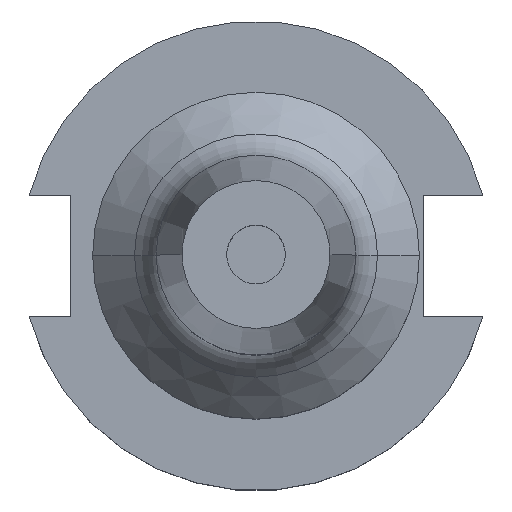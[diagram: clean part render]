
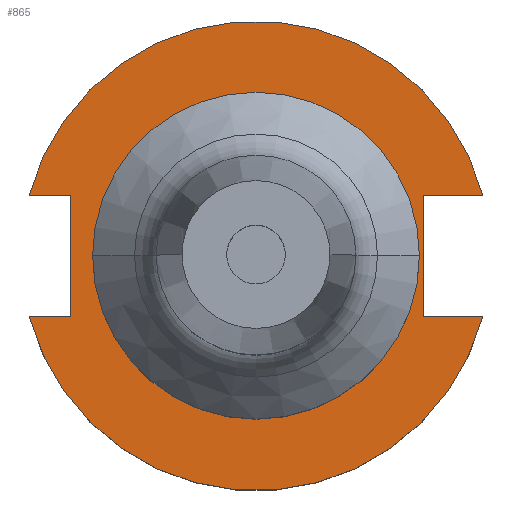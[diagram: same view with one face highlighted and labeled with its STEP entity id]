
A CAD part, top view. The second image highlights one B-rep face of the part: STEP entity #865.
In plain terms, the highlighted planar face has unit normal (0, 0, 1).
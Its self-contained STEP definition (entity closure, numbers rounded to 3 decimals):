
#51 = PLANE ( 'NONE',  #461 ) ;
#72 = CARTESIAN_POINT ( 'NONE',  ( -25.091, 8.191, 19.05 ) ) ;
#73 = DIRECTION ( 'NONE',  ( 0., 0., 1. ) ) ;
#187 = DIRECTION ( 'NONE',  ( 1., 0., 0. ) ) ;
#192 = CARTESIAN_POINT ( 'NONE',  ( 30.675, -8.191, 19.05 ) ) ;
#212 = CARTESIAN_POINT ( 'NONE',  ( 0., 0., 19.05 ) ) ;
#269 = CARTESIAN_POINT ( 'NONE',  ( -61.091, -8.191, 19.05 ) ) ;
#271 = CARTESIAN_POINT ( 'NONE',  ( -30.675, -8.191, 19.05 ) ) ;
#369 = CARTESIAN_POINT ( 'NONE',  ( 0., 22.1, 19.05 ) ) ;
#396 = AXIS2_PLACEMENT_3D ( 'NONE', #212, #73, #187 ) ;
#410 = LINE ( 'NONE', #468, #1417 ) ;
#420 = CIRCLE ( 'NONE', #396, 22.1 ) ;
#422 = VERTEX_POINT ( 'NONE', #192 ) ;
#424 = AXIS2_PLACEMENT_3D ( 'NONE', #760, #741, #676 ) ;
#439 = VECTOR ( 'NONE', #566, 1000. ) ;
#442 = VECTOR ( 'NONE', #517, 1000. ) ;
#461 = AXIS2_PLACEMENT_3D ( 'NONE', #369, #1703, #1652 ) ;
#468 = CARTESIAN_POINT ( 'NONE',  ( 22.606, 22.1, 19.05 ) ) ;
#482 = CIRCLE ( 'NONE', #498, 22.1 ) ;
#484 = CARTESIAN_POINT ( 'NONE',  ( 22.606, 8.191, 19.05 ) ) ;
#494 = LINE ( 'NONE', #508, #442 ) ;
#498 = AXIS2_PLACEMENT_3D ( 'NONE', #1204, #644, #1020 ) ;
#500 = AXIS2_PLACEMENT_3D ( 'NONE', #1382, #1519, #1610 ) ;
#508 = CARTESIAN_POINT ( 'NONE',  ( -61.091, 8.191, 19.05 ) ) ;
#516 = DIRECTION ( 'NONE',  ( 0., 1., 0. ) ) ;
#517 = DIRECTION ( 'NONE',  ( 1., 0., 0. ) ) ;
#560 = CARTESIAN_POINT ( 'NONE',  ( -22.1, 0., 19.05 ) ) ;
#561 = DIRECTION ( 'NONE',  ( 1., 0., 0. ) ) ;
#566 = DIRECTION ( 'NONE',  ( 1., 0., 0. ) ) ;
#599 = CARTESIAN_POINT ( 'NONE',  ( 0., -8.191, 19.05 ) ) ;
#644 = DIRECTION ( 'NONE',  ( 0., 0., 1. ) ) ;
#676 = DIRECTION ( 'NONE',  ( 1., 0., 0. ) ) ;
#729 = ORIENTED_EDGE ( 'NONE', *, *, #850, .F. ) ;
#741 = DIRECTION ( 'NONE',  ( 0., 0., 1. ) ) ;
#742 = EDGE_CURVE ( 'NONE', #1704, #422, #1141, .T. ) ;
#753 = EDGE_CURVE ( 'NONE', #1704, #986, #410, .T. ) ;
#760 = CARTESIAN_POINT ( 'NONE',  ( 0., 0., 19.05 ) ) ;
#771 = VERTEX_POINT ( 'NONE', #72 ) ;
#789 = VECTOR ( 'NONE', #1467, 1000. ) ;
#832 = VERTEX_POINT ( 'NONE', #1432 ) ;
#834 = CARTESIAN_POINT ( 'NONE',  ( -30.675, 8.191, 19.05 ) ) ;
#835 = ORIENTED_EDGE ( 'NONE', *, *, #925, .T. ) ;
#836 = EDGE_CURVE ( 'NONE', #1443, #1698, #1243, .T. ) ;
#850 = EDGE_CURVE ( 'NONE', #1344, #832, #482, .T. ) ;
#865 = ADVANCED_FACE ( 'NONE', ( #1119, #1434 ), #51, .F. ) ;
#884 = EDGE_LOOP ( 'NONE', ( #1626, #729 ) ) ;
#925 = EDGE_CURVE ( 'NONE', #1330, #422, #1458, .T. ) ;
#926 = CARTESIAN_POINT ( 'NONE',  ( 30.675, 8.191, 19.05 ) ) ;
#930 = ORIENTED_EDGE ( 'NONE', *, *, #1114, .T. ) ;
#952 = EDGE_CURVE ( 'NONE', #832, #1344, #420, .T. ) ;
#986 = VERTEX_POINT ( 'NONE', #484 ) ;
#1020 = DIRECTION ( 'NONE',  ( 1., 0., 0. ) ) ;
#1051 = EDGE_CURVE ( 'NONE', #1698, #771, #494, .T. ) ;
#1070 = ORIENTED_EDGE ( 'NONE', *, *, #1495, .F. ) ;
#1103 = CARTESIAN_POINT ( 'NONE',  ( 22.606, -8.191, 19.05 ) ) ;
#1114 = EDGE_CURVE ( 'NONE', #771, #1645, #1362, .T. ) ;
#1117 = ORIENTED_EDGE ( 'NONE', *, *, #836, .T. ) ;
#1119 = FACE_BOUND ( 'NONE', #884, .T. ) ;
#1141 = LINE ( 'NONE', #599, #1188 ) ;
#1188 = VECTOR ( 'NONE', #561, 1000. ) ;
#1191 = EDGE_CURVE ( 'NONE', #1443, #986, #1488, .T. ) ;
#1204 = CARTESIAN_POINT ( 'NONE',  ( 0., 0., 19.05 ) ) ;
#1243 = CIRCLE ( 'NONE', #500, 31.75 ) ;
#1308 = DIRECTION ( 'NONE',  ( 0., -1., 0. ) ) ;
#1330 = VERTEX_POINT ( 'NONE', #271 ) ;
#1344 = VERTEX_POINT ( 'NONE', #560 ) ;
#1346 = CARTESIAN_POINT ( 'NONE',  ( -25.091, -8.191, 19.05 ) ) ;
#1353 = CARTESIAN_POINT ( 'NONE',  ( -25.091, 8.191, 19.05 ) ) ;
#1362 = LINE ( 'NONE', #1353, #1628 ) ;
#1382 = CARTESIAN_POINT ( 'NONE',  ( 0., 0., 19.05 ) ) ;
#1417 = VECTOR ( 'NONE', #516, 1000. ) ;
#1432 = CARTESIAN_POINT ( 'NONE',  ( 22.1, 0., 19.05 ) ) ;
#1434 = FACE_OUTER_BOUND ( 'NONE', #1598, .T. ) ;
#1443 = VERTEX_POINT ( 'NONE', #926 ) ;
#1458 = CIRCLE ( 'NONE', #424, 31.75 ) ;
#1467 = DIRECTION ( 'NONE',  ( -1., 0., 0. ) ) ;
#1474 = CARTESIAN_POINT ( 'NONE',  ( 0., 8.191, 19.05 ) ) ;
#1481 = ORIENTED_EDGE ( 'NONE', *, *, #742, .F. ) ;
#1488 = LINE ( 'NONE', #1474, #789 ) ;
#1495 = EDGE_CURVE ( 'NONE', #1330, #1645, #1692, .T. ) ;
#1519 = DIRECTION ( 'NONE',  ( 0., 0., 1. ) ) ;
#1579 = ORIENTED_EDGE ( 'NONE', *, *, #1191, .F. ) ;
#1598 = EDGE_LOOP ( 'NONE', ( #930, #1070, #835, #1481, #1672, #1579, #1117, #1697 ) ) ;
#1610 = DIRECTION ( 'NONE',  ( 1., 0., 0. ) ) ;
#1626 = ORIENTED_EDGE ( 'NONE', *, *, #952, .F. ) ;
#1628 = VECTOR ( 'NONE', #1308, 1000. ) ;
#1645 = VERTEX_POINT ( 'NONE', #1346 ) ;
#1652 = DIRECTION ( 'NONE',  ( -1., 0., 0. ) ) ;
#1672 = ORIENTED_EDGE ( 'NONE', *, *, #753, .T. ) ;
#1692 = LINE ( 'NONE', #269, #439 ) ;
#1697 = ORIENTED_EDGE ( 'NONE', *, *, #1051, .T. ) ;
#1698 = VERTEX_POINT ( 'NONE', #834 ) ;
#1703 = DIRECTION ( 'NONE',  ( 0., 0., -1. ) ) ;
#1704 = VERTEX_POINT ( 'NONE', #1103 ) ;
